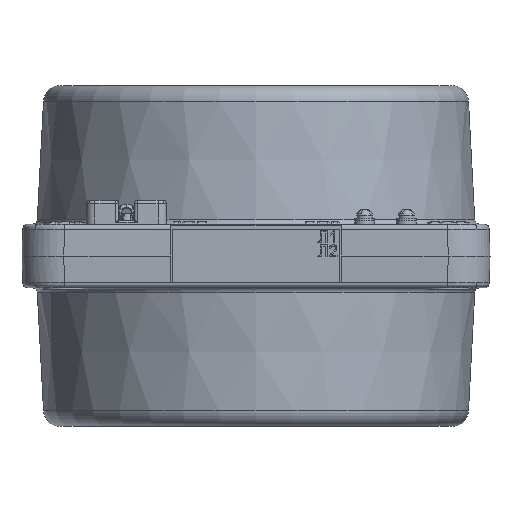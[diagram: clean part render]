
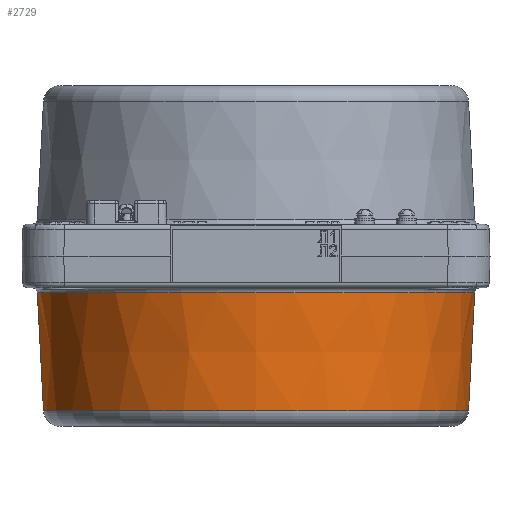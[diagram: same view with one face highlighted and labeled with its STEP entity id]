
A CAD part, front view. The second image highlights one B-rep face of the part: STEP entity #2729.
In plain terms, the highlighted conical face has half-angle 3 degrees and reference radius 131 mm.
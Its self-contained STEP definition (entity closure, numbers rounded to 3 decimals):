
#178 = DIRECTION ( 'NONE',  ( -1., 0., 0. ) ) ;
#204 = CARTESIAN_POINT ( 'NONE',  ( 0., 0., -21.843 ) ) ;
#210 = DIRECTION ( 'NONE',  ( 0., 0., 1. ) ) ;
#817 = CIRCLE ( 'NONE', #12811, 130.851 ) ;
#2729 = ADVANCED_FACE ( 'NONE', ( #10617 ), #10612, .T. ) ;
#4667 = VECTOR ( 'NONE', #6099, 1000. ) ;
#4675 = LINE ( 'NONE', #6112, #4667 ) ;
#4733 = VECTOR ( 'NONE', #6322, 1000. ) ;
#4747 = LINE ( 'NONE', #6326, #4733 ) ;
#5083 = CIRCLE ( 'NONE', #12377, 127.147 ) ;
#6040 = CARTESIAN_POINT ( 'NONE',  ( -130.851, 0., -21.843 ) ) ;
#6047 = CARTESIAN_POINT ( 'NONE',  ( -127.147, 0., -92.523 ) ) ;
#6054 = CARTESIAN_POINT ( 'NONE',  ( 127.147, 0., -92.523 ) ) ;
#6080 = CARTESIAN_POINT ( 'NONE',  ( 130.851, 0., -21.843 ) ) ;
#6099 = DIRECTION ( 'NONE',  ( 0.052, 0., 0.999 ) ) ;
#6112 = CARTESIAN_POINT ( 'NONE',  ( 131., 0., -19. ) ) ;
#6322 = DIRECTION ( 'NONE',  ( -0.052, 0., 0.999 ) ) ;
#6326 = CARTESIAN_POINT ( 'NONE',  ( -131., 0., -19. ) ) ;
#6880 = DIRECTION ( 'NONE',  ( 0., 0., -1. ) ) ;
#6895 = DIRECTION ( 'NONE',  ( -1., 0., 0. ) ) ;
#6906 = CARTESIAN_POINT ( 'NONE',  ( 0., 0., -92.523 ) ) ;
#8112 = EDGE_LOOP ( 'NONE', ( #17576, #17577, #17465, #17484 ) ) ;
#8710 = EDGE_CURVE ( 'NONE', #16896, #16918, #817, .T. ) ;
#10612 = CONICAL_SURFACE ( 'NONE', #12645, 131., 0.052 ) ;
#10617 = FACE_OUTER_BOUND ( 'NONE', #8112, .T. ) ;
#12377 = AXIS2_PLACEMENT_3D ( 'NONE', #6906, #6880, #6895 ) ;
#12645 = AXIS2_PLACEMENT_3D ( 'NONE', #15578, #15585, #15617 ) ;
#12811 = AXIS2_PLACEMENT_3D ( 'NONE', #204, #210, #178 ) ;
#15578 = CARTESIAN_POINT ( 'NONE',  ( 0., 0., -19. ) ) ;
#15585 = DIRECTION ( 'NONE',  ( 0., 0., 1. ) ) ;
#15617 = DIRECTION ( 'NONE',  ( 1., 0., 0. ) ) ;
#16896 = VERTEX_POINT ( 'NONE', #6040 ) ;
#16897 = VERTEX_POINT ( 'NONE', #6054 ) ;
#16898 = VERTEX_POINT ( 'NONE', #6047 ) ;
#16918 = VERTEX_POINT ( 'NONE', #6080 ) ;
#17465 = ORIENTED_EDGE ( 'NONE', *, *, #17818, .T. ) ;
#17484 = ORIENTED_EDGE ( 'NONE', *, *, #8710, .F. ) ;
#17576 = ORIENTED_EDGE ( 'NONE', *, *, #17873, .F. ) ;
#17577 = ORIENTED_EDGE ( 'NONE', *, *, #18104, .F. ) ;
#17818 = EDGE_CURVE ( 'NONE', #16897, #16918, #4675, .T. ) ;
#17873 = EDGE_CURVE ( 'NONE', #16898, #16896, #4747, .T. ) ;
#18104 = EDGE_CURVE ( 'NONE', #16897, #16898, #5083, .T. ) ;
